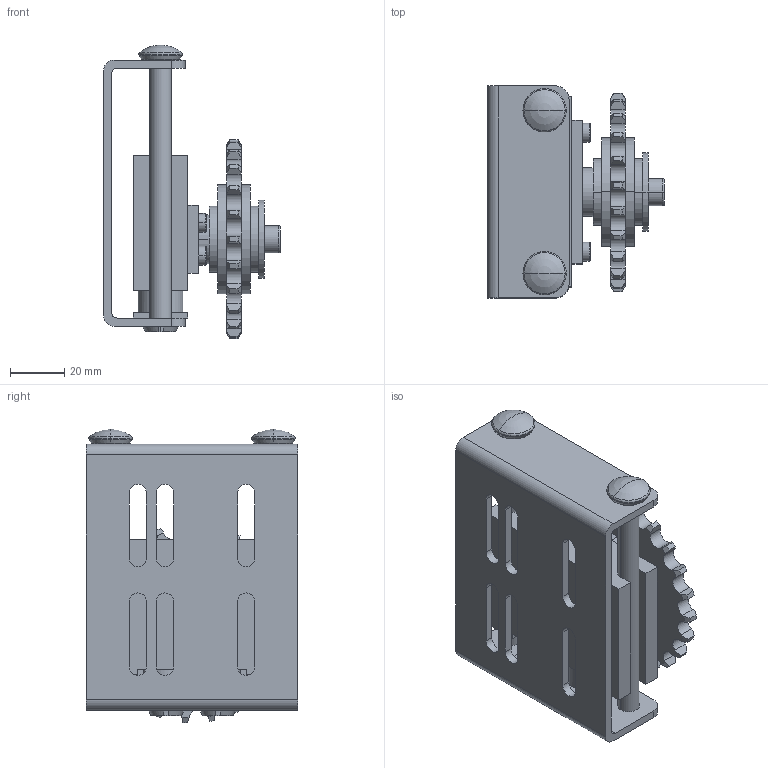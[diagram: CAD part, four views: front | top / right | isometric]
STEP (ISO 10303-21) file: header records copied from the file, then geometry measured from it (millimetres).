
FILE_DESCRIPTION(('STEP AP214'),'1');
FILE_NAME('cctmp_4B9708E4-B937-4288-9B70-B7983196E034_2023_7_12_8_52_55_644..stp','2023-07-12T06:52:55',('Murtfeldt Kunststoffe GmbH & Co.KG'),('CADClick - www.CADClick.com'),'Spatial InterOp 3D',' ','unknown authorization');
FILE_SCHEMA(('AUTOMOTIVE_DESIGN'));
Length unit declared in the file: millimetre
Products named in the file (1): 1
Bounding box: 65.15 x 78 x 108.17 mm (x, y, z)
Volume: 143634.9 mm3; surface area: 67169.4 mm2
Topology: 2 solids, 17 shells, 597 faces, 1528 edges, 988 vertices
Faces by surface type: plane 275, cylinder 190, cone 92, torus 36, sphere 4
Entity records: 22766 total; most frequent: CARTESIAN_POINT 3311, DIRECTION 3156, ORIENTED_EDGE 3016, EDGE_CURVE 1508, AXIS2_PLACEMENT_3D 1157, VERTEX_POINT 988, LINE 842, VECTOR 842
